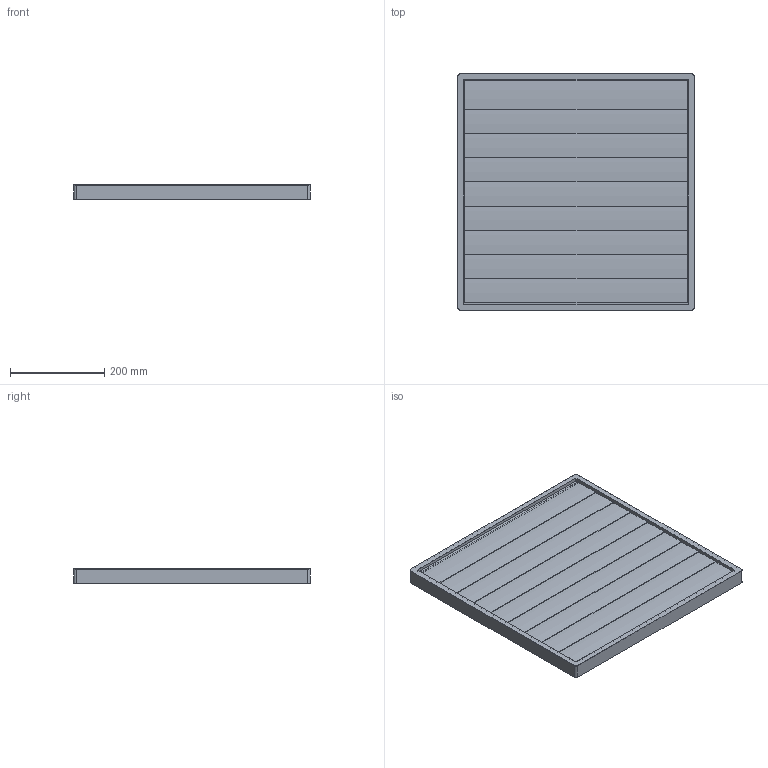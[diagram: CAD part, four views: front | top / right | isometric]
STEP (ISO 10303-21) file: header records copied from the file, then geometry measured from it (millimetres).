
FILE_DESCRIPTION (( 'STEP AP214' ), '1' );
FILE_NAME ('1_-_WSK 45 EX-214.step', '2023-09-12T09:04:00', ( '' ), ( '' ), 'SwSTEP 2.0', 'SolidWorks 2020', '' );
FILE_SCHEMA (( 'AUTOMOTIVE_DESIGN' ));
Length unit declared in the file: millimetre
Products named in the file (4): 1_-_WSK 45 EX-214; WSK EX-Kunststoff-Lamelle_62 x 471 EX; WSK 15-50 EX-Rahmen_WSK 45 EX; PS-Kunststoffstift_PS EX
Assembly tree (28 placements, depth 2):
  1_-_WSK 45 EX-214
    WSK 15-50 EX-Rahmen_WSK 45 EX
    WSK EX-Kunststoff-Lamelle_62 x 471 EX  x9
    PS-Kunststoffstift_PS EX  x18
Bounding box: 501 x 501 x 31 mm (x, y, z)
Volume: 779258.6 mm3; surface area: 1024020.4 mm2
Topology: 28 solids, 28 shells, 384 faces, 918 edges, 612 vertices
Faces by surface type: cylinder 218, plane 166
Entity records: 4590 total; most frequent: DIRECTION 774, CARTESIAN_POINT 769, ORIENTED_EDGE 744, EDGE_CURVE 372, LINE 268, VECTOR 268, AXIS2_PLACEMENT_3D 253, VERTEX_POINT 248
